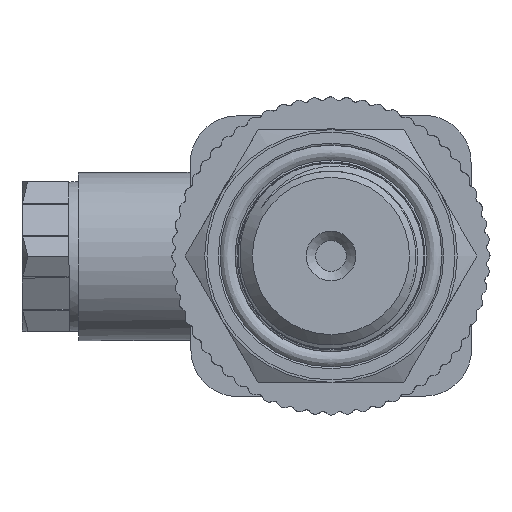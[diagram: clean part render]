
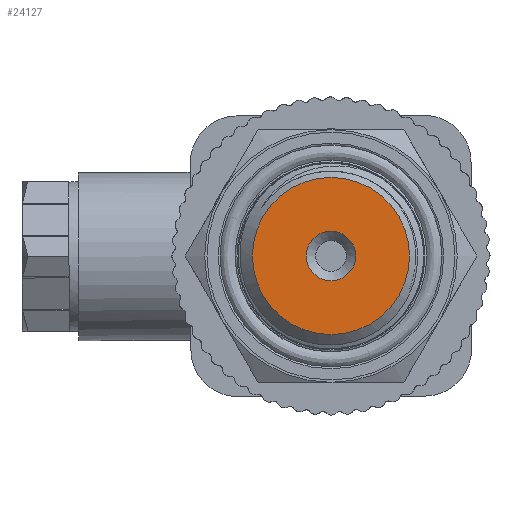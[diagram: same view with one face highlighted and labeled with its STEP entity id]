
A CAD part, left-side view. The second image highlights one B-rep face of the part: STEP entity #24127.
In plain terms, the highlighted planar face has unit normal (-1, 0, 0).
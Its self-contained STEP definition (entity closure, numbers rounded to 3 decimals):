
#310=PLANE('',#25456);
#1404=FACE_BOUND('',#3842,.T.);
#1754=CIRCLE('',#25411,8.4);
#1781=CIRCLE('',#25455,2.65);
#2457=FACE_OUTER_BOUND('',#3841,.T.);
#3841=EDGE_LOOP('',(#17958));
#3842=EDGE_LOOP('',(#17959));
#10617=VERTEX_POINT('',#45193);
#10640=VERTEX_POINT('',#46224);
#13346=EDGE_CURVE('',#10617,#10617,#1754,.T.);
#13385=EDGE_CURVE('',#10640,#10640,#1781,.T.);
#17958=ORIENTED_EDGE('',*,*,#13346,.T.);
#17959=ORIENTED_EDGE('',*,*,#13385,.T.);
#24127=ADVANCED_FACE('',(#2457,#1404),#310,.T.);
#25411=AXIS2_PLACEMENT_3D('',#45195,#27368,#27369);
#25455=AXIS2_PLACEMENT_3D('',#46226,#27464,#27465);
#25456=AXIS2_PLACEMENT_3D('',#46227,#27466,#27467);
#27368=DIRECTION('center_axis',(-1.,0.,0.));
#27369=DIRECTION('ref_axis',(0.,1.,0.));
#27464=DIRECTION('center_axis',(1.,0.,0.));
#27465=DIRECTION('ref_axis',(0.,0.,-1.));
#27466=DIRECTION('center_axis',(-1.,0.,0.));
#27467=DIRECTION('ref_axis',(0.,0.,1.));
#45193=CARTESIAN_POINT('',(-61.,-8.4,0.));
#45195=CARTESIAN_POINT('Origin',(-61.,0.,0.));
#46224=CARTESIAN_POINT('',(-61.,-2.65,0.));
#46226=CARTESIAN_POINT('Origin',(-61.,0.,0.));
#46227=CARTESIAN_POINT('Origin',(-61.,10.,0.));
